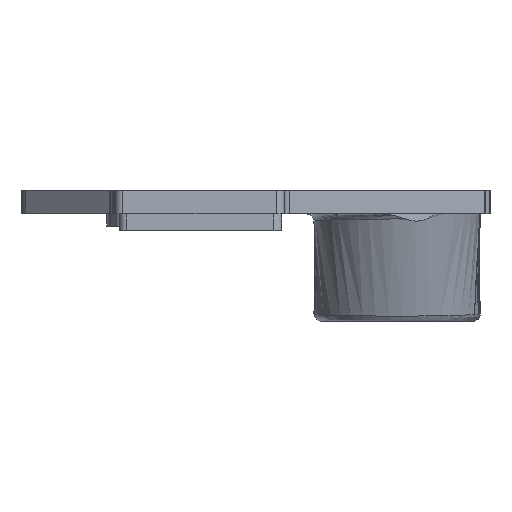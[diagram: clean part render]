
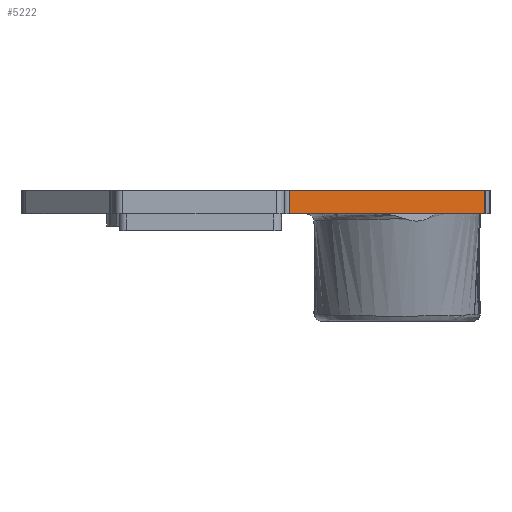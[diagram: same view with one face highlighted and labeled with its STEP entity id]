
A CAD part, left-side view. The second image highlights one B-rep face of the part: STEP entity #5222.
In plain terms, the highlighted planar face has unit normal (-0.707, -0.707, 0).
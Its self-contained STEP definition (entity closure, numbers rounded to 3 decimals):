
#654=FACE_OUTER_BOUND('',#980,.T.);
#980=EDGE_LOOP('',(#4371,#4372,#4373,#4374));
#1177=LINE('',#7420,#1652);
#1266=LINE('',#8030,#1741);
#1518=LINE('',#8968,#1993);
#1519=LINE('',#8970,#1994);
#1652=VECTOR('',#5834,10.);
#1741=VECTOR('',#6019,10.);
#1993=VECTOR('',#6591,10.);
#1994=VECTOR('',#6594,10.);
#2146=VERTEX_POINT('',#7417);
#2147=VERTEX_POINT('',#7419);
#2287=VERTEX_POINT('',#8027);
#2288=VERTEX_POINT('',#8029);
#2685=EDGE_CURVE('',#2146,#2147,#1177,.T.);
#2835=EDGE_CURVE('',#2288,#2287,#1266,.T.);
#3144=EDGE_CURVE('',#2287,#2147,#1518,.T.);
#3145=EDGE_CURVE('',#2288,#2146,#1519,.T.);
#4371=ORIENTED_EDGE('',*,*,#2835,.T.);
#4372=ORIENTED_EDGE('',*,*,#3144,.T.);
#4373=ORIENTED_EDGE('',*,*,#2685,.F.);
#4374=ORIENTED_EDGE('',*,*,#3145,.F.);
#5017=PLANE('',#5582);
#5222=ADVANCED_FACE('',(#654),#5017,.T.);
#5582=AXIS2_PLACEMENT_3D('',#8969,#6592,#6593);
#5834=DIRECTION('',(-0.707,0.707,0.));
#6019=DIRECTION('',(-0.707,0.707,0.));
#6591=DIRECTION('',(0.,0.,-1.));
#6592=DIRECTION('center_axis',(-0.707,-0.707,0.));
#6593=DIRECTION('ref_axis',(-0.707,0.707,0.));
#6594=DIRECTION('',(0.,0.,-1.));
#7417=CARTESIAN_POINT('',(10.7,64.125,-23.76));
#7419=CARTESIAN_POINT('',(4.35,70.475,-23.76));
#7420=CARTESIAN_POINT('',(10.7,64.125,-23.76));
#8027=CARTESIAN_POINT('',(4.35,70.475,-23.01));
#8029=CARTESIAN_POINT('',(10.7,64.125,-23.01));
#8030=CARTESIAN_POINT('',(10.7,64.125,-23.01));
#8968=CARTESIAN_POINT('',(4.35,70.475,-23.01));
#8969=CARTESIAN_POINT('Origin',(10.7,64.125,-23.01));
#8970=CARTESIAN_POINT('',(10.7,64.125,-23.01));
